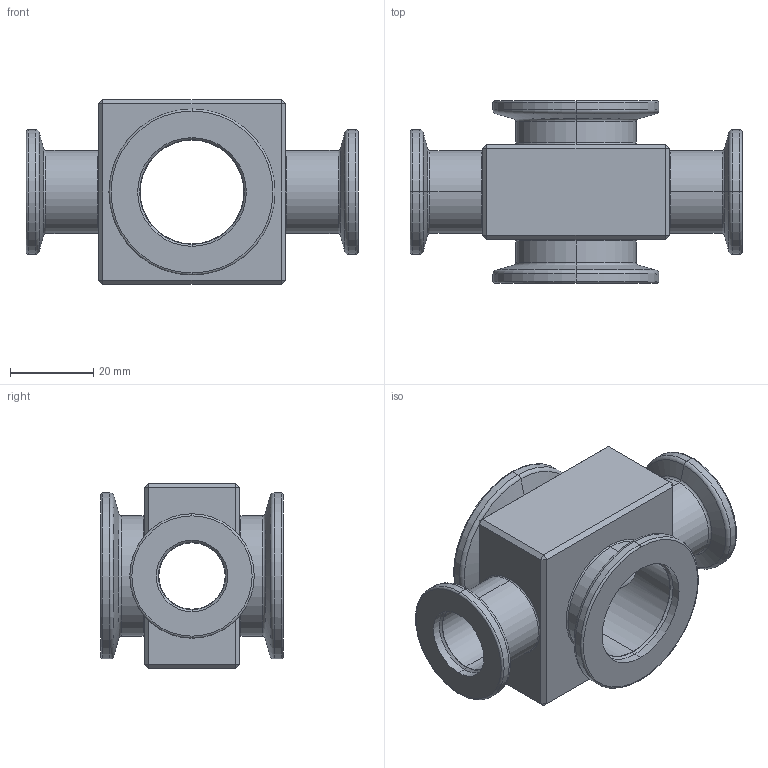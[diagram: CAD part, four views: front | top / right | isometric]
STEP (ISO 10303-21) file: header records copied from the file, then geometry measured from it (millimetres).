
FILE_DESCRIPTION (( 'STEP AP214' ), '1' );
FILE_NAME ('110RKR025-016-V.A.stp', '2018-08-29T06:01:47', ( '' ), ( '' ), 'SwSTEP 2.0', 'SolidWorks 2015', '' );
FILE_SCHEMA (( 'AUTOMOTIVE_DESIGN' ));
Length unit declared in the file: millimetre
Products named in the file (1): 110RKR025-016-V.A
Bounding box: 80 x 44 x 44.5 mm (x, y, z)
Volume: 44612.4 mm3; surface area: 20182.5 mm2
Topology: 1 solids, 1 shells, 112 faces, 226 edges, 124 vertices
Faces by surface type: plane 34, torus 32, cylinder 30, cone 16
Entity records: 3084 total; most frequent: CARTESIAN_POINT 631, DIRECTION 576, ORIENTED_EDGE 452, AXIS2_PLACEMENT_3D 241, EDGE_CURVE 226, CIRCLE 128, EDGE_LOOP 126, VERTEX_POINT 124
